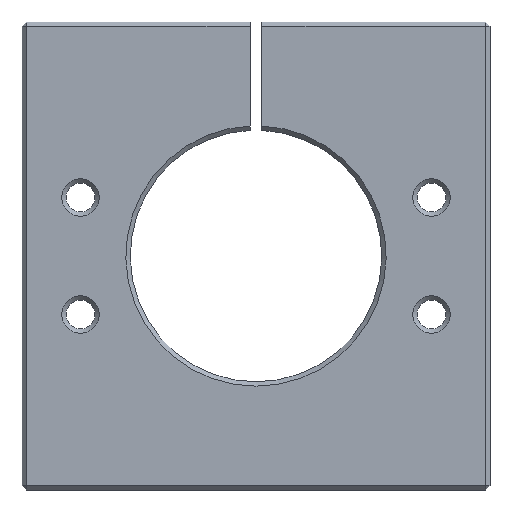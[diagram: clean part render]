
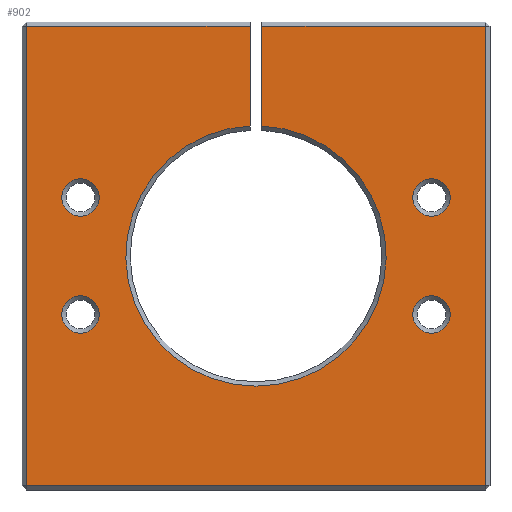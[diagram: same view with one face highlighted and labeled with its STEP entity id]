
A CAD part, front view. The second image highlights one B-rep face of the part: STEP entity #902.
In plain terms, the highlighted planar face has unit normal (0, -1, 0).
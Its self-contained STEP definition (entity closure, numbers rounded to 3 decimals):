
#59=VECTOR('',#1386,1.);
#60=VECTOR('',#1387,1.);
#61=VECTOR('',#1388,1.);
#62=VECTOR('',#1389,1.);
#63=VECTOR('',#1390,1.);
#64=VECTOR('',#1391,1.);
#65=VECTOR('',#1392,1.);
#123=LINE('',#1116,#59);
#124=LINE('',#1118,#60);
#125=LINE('',#1120,#61);
#126=LINE('',#1122,#62);
#127=LINE('',#1124,#63);
#128=LINE('',#1126,#64);
#129=LINE('',#1128,#65);
#184=PLANE('',#979);
#232=VERTEX_POINT('',#1107);
#233=VERTEX_POINT('',#1110);
#234=VERTEX_POINT('',#1112);
#235=VERTEX_POINT('',#1114);
#236=VERTEX_POINT('',#1115);
#237=VERTEX_POINT('',#1117);
#238=VERTEX_POINT('',#1119);
#239=VERTEX_POINT('',#1121);
#240=VERTEX_POINT('',#1123);
#241=VERTEX_POINT('',#1125);
#242=VERTEX_POINT('',#1127);
#243=VERTEX_POINT('',#1130);
#308=CIRCLE('',#978,3.209);
#309=CIRCLE('',#980,3.209);
#310=CIRCLE('',#981,3.209);
#311=CIRCLE('',#982,22.25);
#312=CIRCLE('',#983,3.209);
#354=EDGE_CURVE('',#232,#232,#308,.T.);
#355=EDGE_CURVE('',#233,#233,#309,.T.);
#356=EDGE_CURVE('',#234,#234,#310,.T.);
#357=EDGE_CURVE('',#235,#236,#311,.T.);
#358=EDGE_CURVE('',#237,#235,#123,.T.);
#359=EDGE_CURVE('',#238,#237,#124,.T.);
#360=EDGE_CURVE('',#239,#238,#125,.T.);
#361=EDGE_CURVE('',#240,#239,#126,.T.);
#362=EDGE_CURVE('',#241,#240,#127,.T.);
#363=EDGE_CURVE('',#242,#241,#128,.T.);
#364=EDGE_CURVE('',#236,#242,#129,.T.);
#365=EDGE_CURVE('',#243,#243,#312,.T.);
#471=ORIENTED_EDGE('',*,*,#355,.F.);
#472=ORIENTED_EDGE('',*,*,#356,.F.);
#473=ORIENTED_EDGE('',*,*,#357,.F.);
#474=ORIENTED_EDGE('',*,*,#358,.F.);
#475=ORIENTED_EDGE('',*,*,#359,.F.);
#476=ORIENTED_EDGE('',*,*,#360,.F.);
#477=ORIENTED_EDGE('',*,*,#361,.F.);
#478=ORIENTED_EDGE('',*,*,#362,.F.);
#479=ORIENTED_EDGE('',*,*,#363,.F.);
#480=ORIENTED_EDGE('',*,*,#364,.F.);
#481=ORIENTED_EDGE('',*,*,#365,.F.);
#482=ORIENTED_EDGE('',*,*,#354,.F.);
#688=EDGE_LOOP('',(#471));
#689=EDGE_LOOP('',(#472));
#690=EDGE_LOOP('',(#473,#474,#475,#476,#477,#478,#479,#480));
#691=EDGE_LOOP('',(#481));
#692=EDGE_LOOP('',(#482));
#800=FACE_BOUND('',#688,.T.);
#801=FACE_BOUND('',#689,.T.);
#802=FACE_BOUND('',#690,.T.);
#803=FACE_BOUND('',#691,.T.);
#804=FACE_BOUND('',#692,.T.);
#902=ADVANCED_FACE('',(#800,#801,#802,#803,#804),#184,.F.);
#978=AXIS2_PLACEMENT_3D('',#1106,#1377,#1378);
#979=AXIS2_PLACEMENT_3D('',#1108,#1379,$);
#980=AXIS2_PLACEMENT_3D('',#1109,#1380,#1381);
#981=AXIS2_PLACEMENT_3D('',#1111,#1382,#1383);
#982=AXIS2_PLACEMENT_3D('',#1113,#1384,#1385);
#983=AXIS2_PLACEMENT_3D('',#1129,#1393,#1394);
#1106=CARTESIAN_POINT('',(30.,0.,-10.));
#1107=CARTESIAN_POINT('',(33.209,0.,-10.));
#1108=CARTESIAN_POINT('',(0.,0.,2.624));
#1109=CARTESIAN_POINT('',(30.,0.,10.));
#1110=CARTESIAN_POINT('',(33.209,0.,10.));
#1111=CARTESIAN_POINT('',(-30.,0.,10.));
#1112=CARTESIAN_POINT('',(-26.792,0.,10.));
#1113=CARTESIAN_POINT('',(0.,0.,0.));
#1114=CARTESIAN_POINT('',(-1.,0.,22.228));
#1115=CARTESIAN_POINT('',(1.,0.,22.228));
#1116=CARTESIAN_POINT('',(-1.,0.,40.));
#1117=CARTESIAN_POINT('',(-1.,0.,39.25));
#1118=CARTESIAN_POINT('',(-10.25,0.,39.25));
#1119=CARTESIAN_POINT('',(-39.25,0.,39.25));
#1120=CARTESIAN_POINT('',(-39.25,0.,1.312));
#1121=CARTESIAN_POINT('',(-39.25,0.,-39.25));
#1122=CARTESIAN_POINT('',(0.,0.,-39.25));
#1123=CARTESIAN_POINT('',(39.25,0.,-39.25));
#1124=CARTESIAN_POINT('',(39.25,0.,1.312));
#1125=CARTESIAN_POINT('',(39.25,0.,39.25));
#1126=CARTESIAN_POINT('',(10.25,0.,39.25));
#1127=CARTESIAN_POINT('',(1.,0.,39.25));
#1128=CARTESIAN_POINT('',(1.,0.,21.477));
#1129=CARTESIAN_POINT('',(-30.,0.,-10.));
#1130=CARTESIAN_POINT('',(-26.792,0.,-10.));
#1377=DIRECTION('',(0.,-1.,0.));
#1378=DIRECTION('',(-3.209,0.,0.));
#1379=DIRECTION('',(0.,1.,0.));
#1380=DIRECTION('',(0.,-1.,0.));
#1381=DIRECTION('',(-3.209,0.,0.));
#1382=DIRECTION('',(0.,-1.,0.));
#1383=DIRECTION('',(-3.209,0.,0.));
#1384=DIRECTION('',(0.,-1.,0.));
#1385=DIRECTION('',(0.,0.,-22.25));
#1386=DIRECTION('',(0.,0.,-1.));
#1387=DIRECTION('',(1.,0.,0.));
#1388=DIRECTION('',(0.,0.,1.));
#1389=DIRECTION('',(-1.,0.,0.));
#1390=DIRECTION('',(0.,0.,-1.));
#1391=DIRECTION('',(1.,0.,0.));
#1392=DIRECTION('',(0.,0.,1.));
#1393=DIRECTION('',(0.,-1.,0.));
#1394=DIRECTION('',(-3.209,0.,0.));
